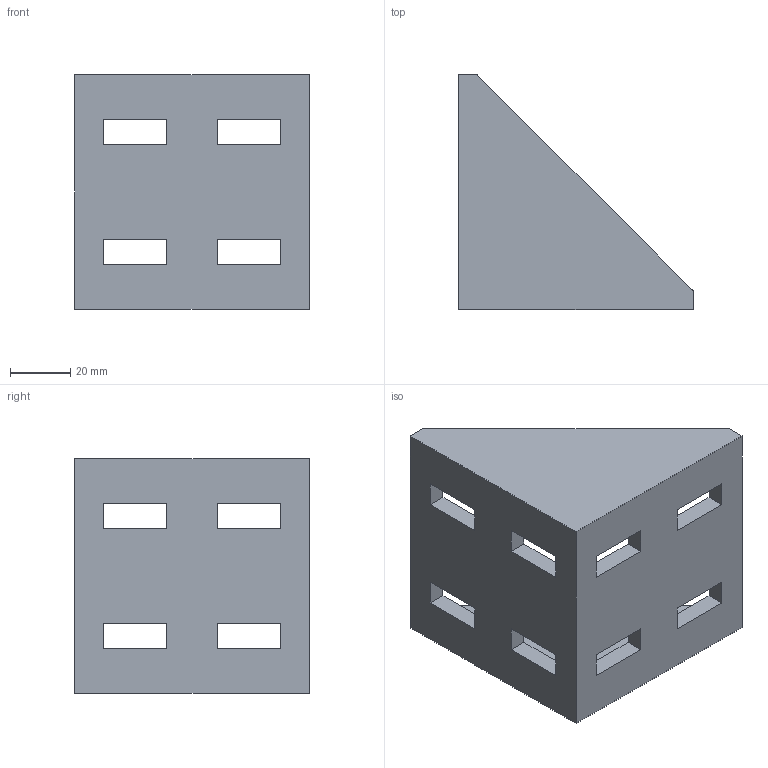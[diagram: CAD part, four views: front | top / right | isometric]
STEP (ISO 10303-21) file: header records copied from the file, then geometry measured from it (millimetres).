
FILE_DESCRIPTION(/* description */ ('SQUADRETTA 78X78 L=78 SERIE40 ALL. SABB.'),/* implementation_level */ '2;1');
FILE_NAME(/* name */ 'DSQAL0000057.stp',/* time_stamp */ '2018-05-04T17:38:36+02:00',/* author */ ('srubbiani'),/* organization */ (''),/* preprocessor_version */ 'ST-DEVELOPER v16.1',/* originating_system */ 'Autodesk Inventor 2016',/* authorisation */ '');
FILE_SCHEMA (('CONFIG_CONTROL_DESIGN'));
Length unit declared in the file: millimetre
Products named in the file (1): DSQAL0000057
Bounding box: 78 x 78 x 78 mm (x, y, z)
Volume: 90788.3 mm3; surface area: 36400.9 mm2
Topology: 1 solids, 1 shells, 75 faces, 195 edges, 122 vertices
Faces by surface type: plane 50, cylinder 19, torus 6
Entity records: 2309 total; most frequent: CARTESIAN_POINT 393, ORIENTED_EDGE 390, DIRECTION 383, EDGE_CURVE 195, LINE 159, VECTOR 159, VERTEX_POINT 122, AXIS2_PLACEMENT_3D 112
